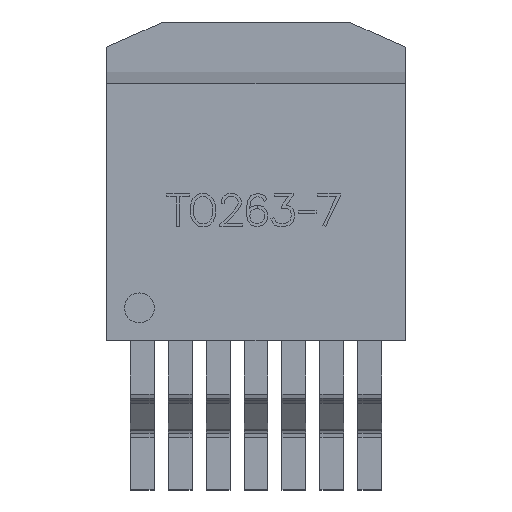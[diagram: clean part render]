
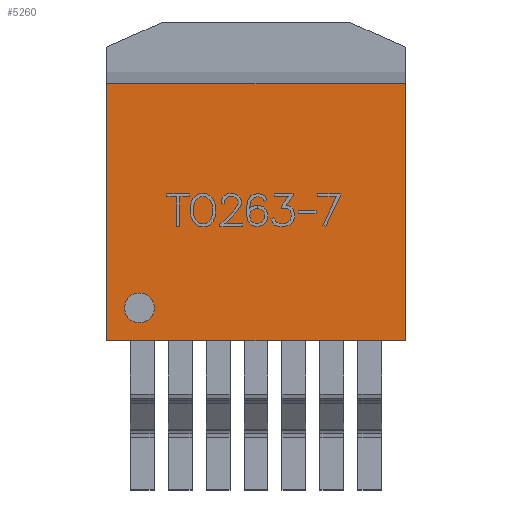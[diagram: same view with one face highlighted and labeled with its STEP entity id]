
A CAD part, top view. The second image highlights one B-rep face of the part: STEP entity #5260.
In plain terms, the highlighted face is planar.
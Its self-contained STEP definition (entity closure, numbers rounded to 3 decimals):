
#292 = CARTESIAN_POINT ( 'NONE',  ( 1.575, -4.5, 0. ) ) ;
#339 = LINE ( 'NONE', #292, #2618 ) ;
#1312 = FACE_OUTER_BOUND ( 'NONE', #2502, .T. ) ;
#1392 = CARTESIAN_POINT ( 'NONE',  ( 1.575, -4.5, 0. ) ) ;
#1841 = AXIS2_PLACEMENT_3D ( 'NONE', #12721, #5583, #3455 ) ;
#2008 = EDGE_CURVE ( 'NONE', #6743, #5964, #11217, .T. ) ;
#2397 = DIRECTION ( 'NONE',  ( 0., 0., 1. ) ) ;
#2502 = EDGE_LOOP ( 'NONE', ( #2809, #3616, #13054, #3987 ) ) ;
#2618 = VECTOR ( 'NONE', #2397, 1000. ) ;
#2809 = ORIENTED_EDGE ( 'NONE', *, *, #10281, .F. ) ;
#3161 = VECTOR ( 'NONE', #7599, 1000. ) ;
#3190 = EDGE_CURVE ( 'NONE', #11731, #8104, #12180, .T. ) ;
#3455 = DIRECTION ( 'NONE',  ( 0., 0., -1. ) ) ;
#3524 = CARTESIAN_POINT ( 'NONE',  ( 1.575, -4.5, 10. ) ) ;
#3616 = ORIENTED_EDGE ( 'NONE', *, *, #2008, .F. ) ;
#3987 = ORIENTED_EDGE ( 'NONE', *, *, #3190, .T. ) ;
#5260 = ADVANCED_FACE ( 'N', ( #1312 ), #8718, .T. ) ;
#5299 = EDGE_CURVE ( 'NONE', #11731, #6743, #339, .T. ) ;
#5473 = DIRECTION ( 'NONE',  ( 0., 1., 0. ) ) ;
#5583 = DIRECTION ( 'NONE',  ( 1., 0., 0. ) ) ;
#5670 = VECTOR ( 'NONE', #5473, 1000. ) ;
#5964 = VERTEX_POINT ( 'NONE', #11665 ) ;
#6552 = DIRECTION ( 'NONE',  ( 0., 1., 0. ) ) ;
#6743 = VERTEX_POINT ( 'NONE', #3524 ) ;
#7599 = DIRECTION ( 'NONE',  ( 0., 0., -1. ) ) ;
#7751 = CARTESIAN_POINT ( 'NONE',  ( 1.575, -4.5, 10. ) ) ;
#8104 = VERTEX_POINT ( 'NONE', #10325 ) ;
#8718 = PLANE ( 'NONE',  #1841 ) ;
#9461 = VECTOR ( 'NONE', #6552, 1000. ) ;
#10281 = EDGE_CURVE ( 'NONE', #5964, #8104, #10960, .T. ) ;
#10325 = CARTESIAN_POINT ( 'NONE',  ( 1.575, 4.11, 0. ) ) ;
#10960 = LINE ( 'NONE', #12763, #3161 ) ;
#11217 = LINE ( 'NONE', #7751, #5670 ) ;
#11592 = CARTESIAN_POINT ( 'NONE',  ( 1.575, -4.5, 0. ) ) ;
#11665 = CARTESIAN_POINT ( 'NONE',  ( 1.575, 4.11, 10. ) ) ;
#11731 = VERTEX_POINT ( 'NONE', #1392 ) ;
#12180 = LINE ( 'NONE', #11592, #9461 ) ;
#12721 = CARTESIAN_POINT ( 'NONE',  ( 1.575, 4.11, 0. ) ) ;
#12763 = CARTESIAN_POINT ( 'NONE',  ( 1.575, 4.11, 0. ) ) ;
#13054 = ORIENTED_EDGE ( 'NONE', *, *, #5299, .F. ) ;
